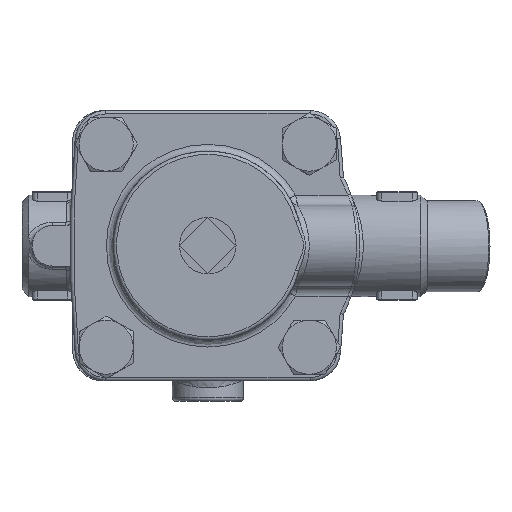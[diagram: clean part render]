
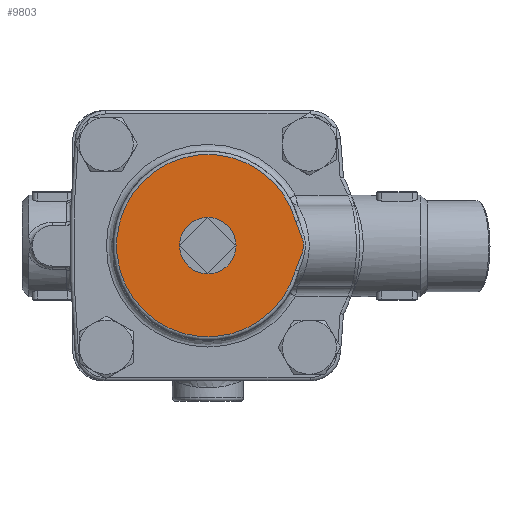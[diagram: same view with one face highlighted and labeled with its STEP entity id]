
A CAD part, top view. The second image highlights one B-rep face of the part: STEP entity #9803.
In plain terms, the highlighted planar face has unit normal (0, 0, 1).
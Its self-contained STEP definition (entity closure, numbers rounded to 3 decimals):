
#4585=CARTESIAN_POINT('',(8.25,0.0,40.0));
#4586=VERTEX_POINT('',#4585);
#4587=CARTESIAN_POINT('',(0.,0.0,40.0));
#4588=DIRECTION('',(0.0,0.0,-1.0));
#4589=DIRECTION('',(1.0,0.0,0.0));
#4590=AXIS2_PLACEMENT_3D('',#4587,#4588,#4589);
#4591=CIRCLE('',#4590,8.25);
#4592=EDGE_CURVE('',#4586,#4586,#4591,.T.);
#9478=CARTESIAN_POINT('',(26.026,-7.186,40.0));
#9479=VERTEX_POINT('',#9478);
#9487=CARTESIAN_POINT('',(26.026,7.186,40.0));
#9488=VERTEX_POINT('',#9487);
#9489=CARTESIAN_POINT('',(0.,0.,40.0));
#9490=DIRECTION('',(0.0,0.0,-1.0));
#9491=DIRECTION('',(-1.0,0.,0.0));
#9492=AXIS2_PLACEMENT_3D('',#9489,#9490,#9491);
#9493=CIRCLE('',#9492,27.0);
#9494=EDGE_CURVE('',#9479,#9488,#9493,.T.);
#9653=CARTESIAN_POINT('',(26.026,7.186,40.));
#9654=CARTESIAN_POINT('',(26.218,6.49,40.));
#9655=CARTESIAN_POINT('',(26.728,5.138,40.));
#9656=CARTESIAN_POINT('',(27.467,3.484,40.0));
#9657=CARTESIAN_POINT('',(27.979,2.132,40.0));
#9658=CARTESIAN_POINT('',(28.234,1.201,40.));
#9659=CARTESIAN_POINT('',(28.345,0.363,40.));
#9660=CARTESIAN_POINT('',(28.346,-0.361,40.));
#9661=CARTESIAN_POINT('',(28.267,-0.959,40.));
#9662=CARTESIAN_POINT('',(28.165,-1.43,40.));
#9663=CARTESIAN_POINT('',(28.041,-1.895,40.0));
#9664=CARTESIAN_POINT('',(27.853,-2.467,40.0));
#9665=CARTESIAN_POINT('',(27.549,-3.256,40.));
#9666=CARTESIAN_POINT('',(27.171,-4.144,40.));
#9667=CARTESIAN_POINT('',(26.602,-5.473,40.));
#9668=CARTESIAN_POINT('',(26.218,-6.49,40.0));
#9669=CARTESIAN_POINT('',(26.026,-7.186,40.0));
#9670=B_SPLINE_CURVE_WITH_KNOTS('',3,(#9653,#9654,#9655,#9656,#9657,#9658,#9659,#9660,#9661,#9662,#9663,#9664,#9665,#9666,#9667,#9668,#9669),.UNSPECIFIED.,.F.,.U.,(4,1,1,1,1,1,1,1,1,1,1,1,1,1,4),(0.,0.217,0.433,0.542,0.65,0.722,0.795,0.867,0.903,0.939,1.011,1.083,1.192,1.3,1.517),.UNSPECIFIED.);
#9671=EDGE_CURVE('',#9488,#9479,#9670,.T.);
#9791=CARTESIAN_POINT('',(0.,0.,40.0));
#9792=DIRECTION('',(0.0,0.0,-1.0));
#9793=DIRECTION('',(-1.0,0.0,0.0));
#9794=AXIS2_PLACEMENT_3D('',#9791,#9792,#9793);
#9795=PLANE('',#9794);
#9796=ORIENTED_EDGE('',*,*,#9494,.F.);
#9797=ORIENTED_EDGE('',*,*,#9671,.F.);
#9798=EDGE_LOOP('',(#9796,#9797));
#9799=FACE_OUTER_BOUND('',#9798,.T.);
#9800=ORIENTED_EDGE('',*,*,#4592,.T.);
#9801=EDGE_LOOP('',(#9800));
#9802=FACE_BOUND('',#9801,.T.);
#9803=ADVANCED_FACE('',(#9799,#9802),#9795,.F.);
